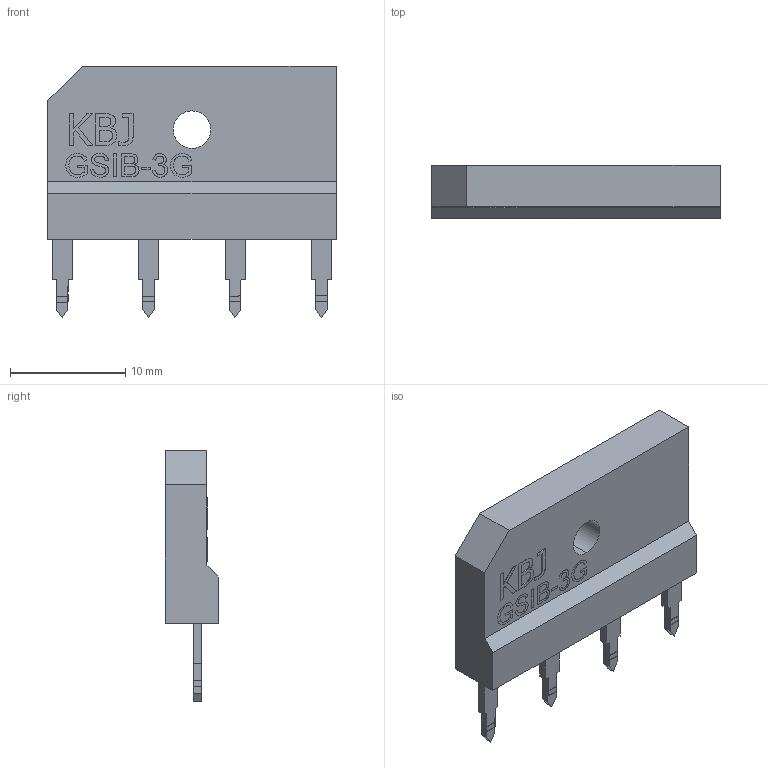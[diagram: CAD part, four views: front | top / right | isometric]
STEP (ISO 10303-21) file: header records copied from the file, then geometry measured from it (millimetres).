
FILE_DESCRIPTION(/* description */ (''),/* implementation_level */ '2;1');
FILE_NAME(/* name */ 'KBJ-GS~2',/* time_stamp */ '2018-02-22T23:39:22+03:00',/* author */ (''),/* organization */ (''),/* preprocessor_version */ 'ST-DEVELOPER v15',/* originating_system */ '',/* authorisation */ '');
FILE_SCHEMA (('AUTOMOTIVE_DESIGN'));
Length unit declared in the file: millimetre
Products named in the file (1): Document
Bounding box: 25 x 4.6 x 21.82 mm (x, y, z)
Surface area: 1217.3 mm2 (no closed solid volume)
Topology: 0 solids, 111 shells, 111 faces, 600 edges, 600 vertices
Faces by surface type: plane 66, bspline 45
Entity records: 9758 total; most frequent: CARTESIAN_POINT 5526, ORIENTED_EDGE 600, EDGE_CURVE 600, VERTEX_POINT 600, B_SPLINE_CURVE_WITH_KNOTS 588, EDGE_LOOP 124, COLOUR_RGB 111, FILL_AREA_STYLE_COLOUR 111
